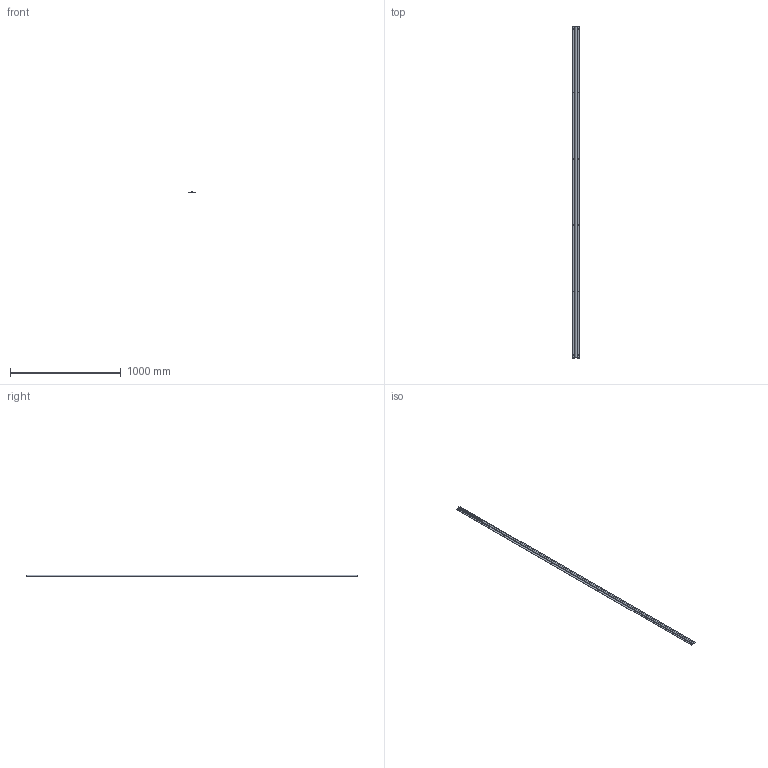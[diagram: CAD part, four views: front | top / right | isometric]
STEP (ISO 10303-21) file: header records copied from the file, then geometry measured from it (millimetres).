
FILE_DESCRIPTION(/* description */ (''),/* implementation_level */ '2;1');
FILE_NAME(/* name */ '20015RV_3.stp',/* time_stamp */ '2019-08-05T13:43:54+02:00',/* author */ ('GIULIANO'),/* organization */ (''),/* preprocessor_version */ 'ST-DEVELOPER v17.2',/* originating_system */ 'Autodesk Inventor 2019',/* authorisation */ '');
FILE_SCHEMA (('AUTOMOTIVE_DESIGN { 1 0 10303 214 3 1 1 }'));
Length unit declared in the file: millimetre
Products named in the file (1): 20015RV_3
Bounding box: 56 x 3000 x 14 mm (x, y, z)
Volume: 390334 mm3; surface area: 445206.3 mm2
Topology: 1 solids, 1 shells, 30 faces, 96 edges, 68 vertices
Faces by surface type: cylinder 18, plane 12
Full cylindrical faces by diameter (mm): 6.5 x12
Entity records: 1193 total; most frequent: DIRECTION 206, CARTESIAN_POINT 195, ORIENTED_EDGE 192, EDGE_CURVE 96, AXIS2_PLACEMENT_3D 79, VERTEX_POINT 68, EDGE_LOOP 54, LINE 48
